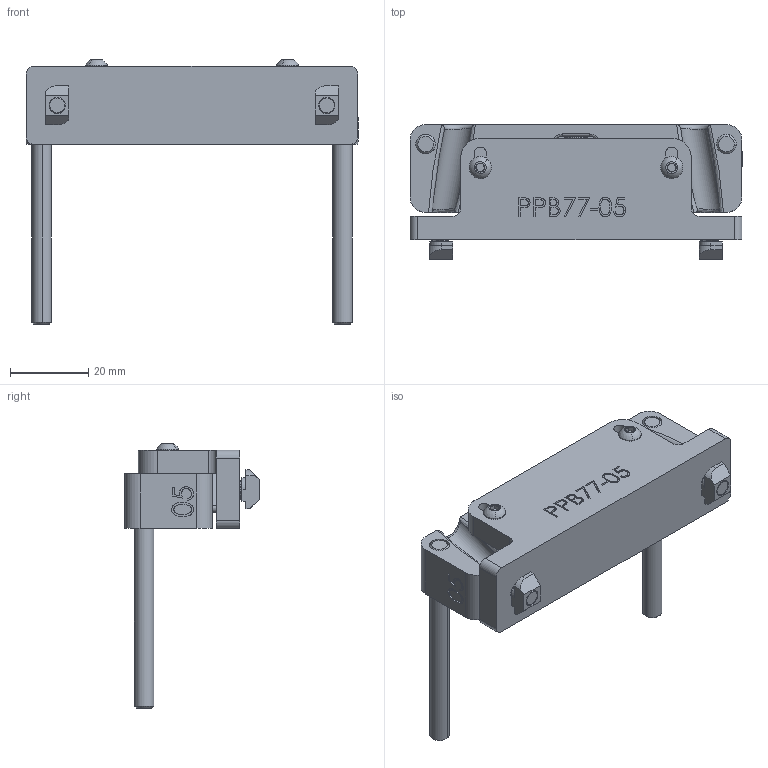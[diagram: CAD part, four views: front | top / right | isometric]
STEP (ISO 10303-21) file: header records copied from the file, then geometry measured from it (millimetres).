
FILE_DESCRIPTION (( 'STEP AP214' ), '1' );
FILE_NAME ('77mm_parking_post.STEP', '2020-09-25T07:07:59', ( '' ), ( '' ), 'SwSTEP 2.0', 'SolidWorks 2019', '' );
FILE_SCHEMA (( 'AUTOMOTIVE_DESIGN' ));
Length unit declared in the file: millimetre
Products named in the file (9): 77mm_parking_post; dowel_pin_5mm_d_60m_l; m5_locking_t_nut_20x20_generic; m5_8mm_buttonhead_screw_92095A207_92095A207; dovetail_parking_post_Tool Holder; dovetail_parking_post_Parking Post Base; m3_heat_set_insert_94180A331_94180A331; m3_8mm_buttonhead_screw_92095A181_92095A181; m3_10mm_buttonhead_screw_92095A182_92095A182
Assembly tree (14 placements, depth 2):
  77mm_parking_post
    dovetail_parking_post_Parking Post Base
    dowel_pin_5mm_d_60m_l  x2
    m5_8mm_buttonhead_screw_92095A207_92095A207  x2
    m3_10mm_buttonhead_screw_92095A182_92095A182  x2
    m3_heat_set_insert_94180A331_94180A331  x3
    m5_locking_t_nut_20x20_generic  x2
    dovetail_parking_post_Tool Holder
    m3_8mm_buttonhead_screw_92095A181_92095A181
Bounding box: 85 x 34.5 x 67.65 mm (x, y, z)
Volume: 43946.6 mm3; surface area: 20928 mm2
Topology: 14 solids, 14 shells, 1394 faces, 3842 edges, 2521 vertices
Faces by surface type: bspline 529, cylinder 516, plane 240, cone 99, sphere 10
Entity records: 36320 total; most frequent: CARTESIAN_POINT 20396, ORIENTED_EDGE 3964, DIRECTION 2463, EDGE_CURVE 1982, VERTEX_POINT 1296, AXIS2_PLACEMENT_3D 883, EDGE_LOOP 786, FACE_OUTER_BOUND 735
